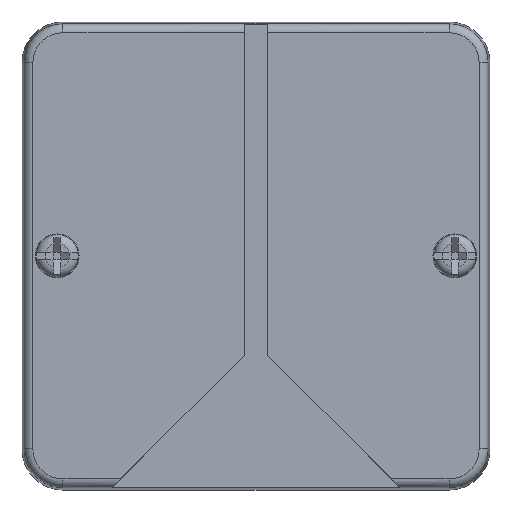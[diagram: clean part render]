
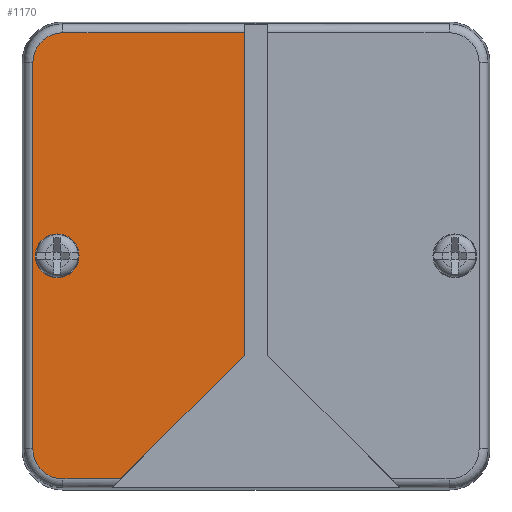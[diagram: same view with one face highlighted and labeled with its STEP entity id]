
A CAD part, top view. The second image highlights one B-rep face of the part: STEP entity #1170.
In plain terms, the highlighted planar face has unit normal (0, 0, 1).
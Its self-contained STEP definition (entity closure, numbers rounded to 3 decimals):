
#1170 = ADVANCED_FACE( '', ( #2594, #2595 ), #2596, .T. );
#2594 = FACE_OUTER_BOUND( '', #4316, .T. );
#2595 = FACE_BOUND( '', #4317, .T. );
#2596 = PLANE( '', #4318 );
#4316 = EDGE_LOOP( '', ( #7553, #7554, #7555, #7556, #7557, #7558, #7559 ) );
#4317 = EDGE_LOOP( '', ( #7560 ) );
#4318 = AXIS2_PLACEMENT_3D( '', #7561, #7562, #7563 );
#7553 = ORIENTED_EDGE( '', *, *, #9566, .F. );
#7554 = ORIENTED_EDGE( '', *, *, #10735, .F. );
#7555 = ORIENTED_EDGE( '', *, *, #10068, .T. );
#7556 = ORIENTED_EDGE( '', *, *, #10255, .F. );
#7557 = ORIENTED_EDGE( '', *, *, #10736, .F. );
#7558 = ORIENTED_EDGE( '', *, *, #10245, .F. );
#7559 = ORIENTED_EDGE( '', *, *, #9890, .F. );
#7560 = ORIENTED_EDGE( '', *, *, #10235, .T. );
#7561 = CARTESIAN_POINT( '', ( -45., 33., 16.3 ) );
#7562 = DIRECTION( '', ( 0., 0., 1. ) );
#7563 = DIRECTION( '', ( 1., 0., 0. ) );
#9566 = EDGE_CURVE( '', #11365, #11367, #11368, .T. );
#9890 = EDGE_CURVE( '', #11367, #11939, #11940, .T. );
#10068 = EDGE_CURVE( '', #12235, #12233, #12236, .T. );
#10235 = EDGE_CURVE( '', #12493, #12493, #12494, .F. );
#10245 = EDGE_CURVE( '', #11939, #12509, #12510, .T. );
#10255 = EDGE_CURVE( '', #12522, #12233, #12523, .T. );
#10735 = EDGE_CURVE( '', #12235, #11365, #13208, .T. );
#10736 = EDGE_CURVE( '', #12509, #12522, #13209, .F. );
#11365 = VERTEX_POINT( '', #13984 );
#11367 = VERTEX_POINT( '', #13987 );
#11368 = LINE( '', #13988, #13989 );
#11939 = VERTEX_POINT( '', #14815 );
#11940 = LINE( '', #14816, #14817 );
#12233 = VERTEX_POINT( '', #15203 );
#12235 = VERTEX_POINT( '', #15205 );
#12236 = LINE( '', #15206, #15207 );
#12493 = VERTEX_POINT( '', #15674 );
#12494 = CIRCLE( '', #15675, 3.75 );
#12509 = VERTEX_POINT( '', #15695 );
#12510 = CIRCLE( '', #15696, 5.138 );
#12522 = VERTEX_POINT( '', #15710 );
#12523 = CIRCLE( '', #15711, 5.138 );
#13208 = LINE( '', #16748, #16749 );
#13209 = LINE( '', #16750, #16751 );
#13984 = CARTESIAN_POINT( '', ( -2., -17., 16.3 ) );
#13987 = CARTESIAN_POINT( '', ( -23.138, -38.138, 16.3 ) );
#13988 = CARTESIAN_POINT( '', ( -2., -17., 16.3 ) );
#13989 = VECTOR( '', #17604, 1000. );
#14815 = CARTESIAN_POINT( '', ( -33., -38.138, 16.3 ) );
#14816 = CARTESIAN_POINT( '', ( 45., -38.138, 16.3 ) );
#14817 = VECTOR( '', #18064, 1000. );
#15203 = CARTESIAN_POINT( '', ( -33., 38.138, 16.3 ) );
#15205 = CARTESIAN_POINT( '', ( -2., 38.138, 16.3 ) );
#15206 = CARTESIAN_POINT( '', ( 45., 38.138, 16.3 ) );
#15207 = VECTOR( '', #18321, 1000. );
#15674 = CARTESIAN_POINT( '', ( -30.25, 0., 16.3 ) );
#15675 = AXIS2_PLACEMENT_3D( '', #18517, #18518, #18519 );
#15695 = CARTESIAN_POINT( '', ( -38.138, -33., 16.3 ) );
#15696 = AXIS2_PLACEMENT_3D( '', #18528, #18529, #18530 );
#15710 = CARTESIAN_POINT( '', ( -38.138, 33., 16.3 ) );
#15711 = AXIS2_PLACEMENT_3D( '', #18542, #18543, #18544 );
#16748 = CARTESIAN_POINT( '', ( -2., 55., 16.3 ) );
#16749 = VECTOR( '', #19049, 1000. );
#16750 = CARTESIAN_POINT( '', ( -38.138, 55., 16.3 ) );
#16751 = VECTOR( '', #19050, 1000. );
#17604 = DIRECTION( '', ( -0.707, -0.707, 0. ) );
#18064 = DIRECTION( '', ( -1., 0., 0. ) );
#18321 = DIRECTION( '', ( -1., 0., 0. ) );
#18517 = CARTESIAN_POINT( '', ( -34., 0., 16.3 ) );
#18518 = DIRECTION( '', ( 0., 0., 1. ) );
#18519 = DIRECTION( '', ( 1., 0., 0. ) );
#18528 = CARTESIAN_POINT( '', ( -33., -33., 16.3 ) );
#18529 = DIRECTION( '', ( 0., 0., -1. ) );
#18530 = DIRECTION( '', ( -1., 0., 0. ) );
#18542 = CARTESIAN_POINT( '', ( -33., 33., 16.3 ) );
#18543 = DIRECTION( '', ( 0., 0., -1. ) );
#18544 = DIRECTION( '', ( -1., 0., 0. ) );
#19049 = DIRECTION( '', ( 0., -1., 0. ) );
#19050 = DIRECTION( '', ( 0., -1., 0. ) );
